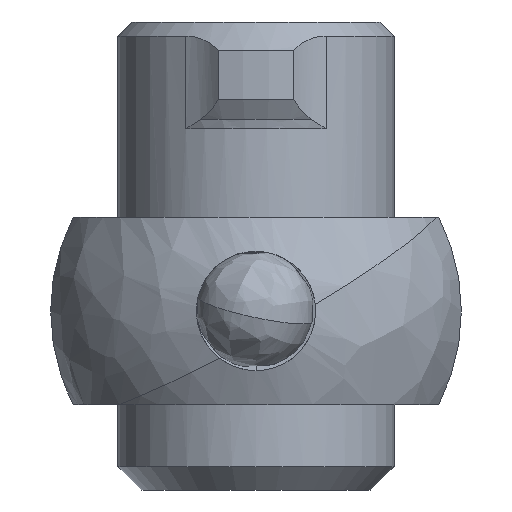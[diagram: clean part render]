
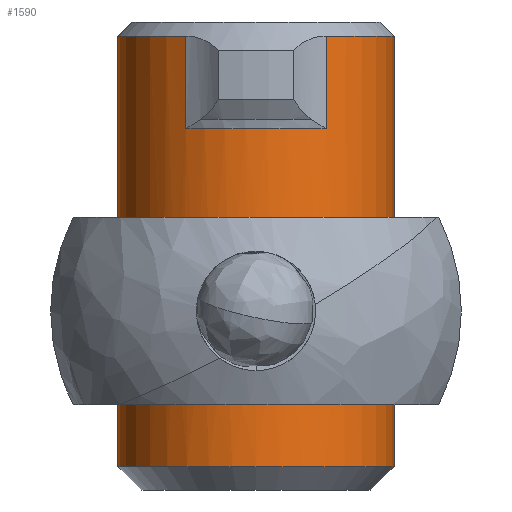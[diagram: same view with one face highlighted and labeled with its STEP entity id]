
A CAD part, left-side view. The second image highlights one B-rep face of the part: STEP entity #1590.
In plain terms, the highlighted cylindrical face has radius 5.9 mm (diameter 11.8 mm), a partial arc.
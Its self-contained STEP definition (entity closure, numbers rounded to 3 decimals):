
#647=CARTESIAN_POINT('',(15.,-5.9,-6.65));
#648=VERTEX_POINT('',#647);
#649=CARTESIAN_POINT('',(15.,5.9,-6.65));
#650=VERTEX_POINT('',#649);
#658=CARTESIAN_POINT('',(15.,5.9,11.75));
#659=VERTEX_POINT('',#658);
#660=CARTESIAN_POINT('',(15.,5.9,-6.65));
#661=DIRECTION('',(0.,0.,1.0));
#662=VECTOR('',#661,18.4);
#663=LINE('',#660,#662);
#664=EDGE_CURVE('',#650,#659,#663,.T.);
#700=CARTESIAN_POINT('',(15.,-5.9,11.75));
#701=VERTEX_POINT('',#700);
#709=CARTESIAN_POINT('',(15.,-5.9,-6.65));
#710=DIRECTION('',(0.0,0.,1.0));
#711=VECTOR('',#710,18.4);
#712=LINE('',#709,#711);
#713=EDGE_CURVE('',#648,#701,#712,.T.);
#862=CARTESIAN_POINT('',(9.1,0.,4.));
#863=VERTEX_POINT('',#862);
#870=CARTESIAN_POINT('',(9.1,0.,-4.));
#871=VERTEX_POINT('',#870);
#872=CARTESIAN_POINT('',(9.1,0.,-4.));
#873=CARTESIAN_POINT('',(9.1,0.274,-4.));
#874=CARTESIAN_POINT('',(9.119,0.543,-3.972));
#875=CARTESIAN_POINT('',(9.191,1.068,-3.864));
#876=CARTESIAN_POINT('',(9.246,1.326,-3.783));
#877=CARTESIAN_POINT('',(9.379,1.81,-3.577));
#878=CARTESIAN_POINT('',(9.458,2.038,-3.452));
#879=CARTESIAN_POINT('',(9.635,2.465,-3.161));
#880=CARTESIAN_POINT('',(9.73,2.66,-2.998));
#881=CARTESIAN_POINT('',(9.925,3.016,-2.639));
#882=CARTESIAN_POINT('',(10.027,3.179,-2.441));
#883=CARTESIAN_POINT('',(10.219,3.461,-2.021));
#884=CARTESIAN_POINT('',(10.31,3.582,-1.798));
#885=CARTESIAN_POINT('',(10.471,3.784,-1.322));
#886=CARTESIAN_POINT('',(10.541,3.864,-1.067));
#887=CARTESIAN_POINT('',(10.636,3.972,-0.544));
#888=CARTESIAN_POINT('',(10.663,4.,-0.272));
#889=CARTESIAN_POINT('',(10.663,4.,0.277));
#890=CARTESIAN_POINT('',(10.636,3.972,0.545));
#891=CARTESIAN_POINT('',(10.541,3.864,1.067));
#892=CARTESIAN_POINT('',(10.471,3.784,1.322));
#893=CARTESIAN_POINT('',(10.31,3.582,1.799));
#894=CARTESIAN_POINT('',(10.217,3.459,2.025));
#895=CARTESIAN_POINT('',(10.023,3.174,2.448));
#896=CARTESIAN_POINT('',(9.924,3.014,2.642));
#897=CARTESIAN_POINT('',(9.728,2.657,3.001));
#898=CARTESIAN_POINT('',(9.632,2.458,3.166));
#899=CARTESIAN_POINT('',(9.457,2.035,3.453));
#900=CARTESIAN_POINT('',(9.379,1.809,3.577));
#901=CARTESIAN_POINT('',(9.246,1.326,3.783));
#902=CARTESIAN_POINT('',(9.191,1.067,3.864));
#903=CARTESIAN_POINT('',(9.119,0.543,3.972));
#904=CARTESIAN_POINT('',(9.1,0.275,4.));
#905=CARTESIAN_POINT('',(9.1,0.,4.));
#906=B_SPLINE_CURVE_WITH_KNOTS('',3,(#872,#873,#874,#875,#876,#877,#878,#879,#880,#881,#882,#883,#884,#885,#886,#887,#888,#889,#890,#891,#892,#893,#894,#895,#896,#897,#898,#899,#900,#901,#902,#903,#904,#905),.UNSPECIFIED.,.F.,.U.,(4,2,2,2,2,2,2,2,2,2,2,2,2,2,2,2,4),(0.,0.001,0.002,0.002,0.003,0.004,0.005,0.006,0.006,0.007,0.008,0.009,0.01,0.011,0.011,0.012,0.013),.UNSPECIFIED.);
#907=EDGE_CURVE('',#871,#863,#906,.T.);
#1249=CARTESIAN_POINT('',(9.92,-3.,7.79));
#1250=VERTEX_POINT('',#1249);
#1260=CARTESIAN_POINT('',(9.92,-3.,11.75));
#1261=VERTEX_POINT('',#1260);
#1262=CARTESIAN_POINT('',(9.92,-3.,11.75));
#1263=DIRECTION('',(0.0,0.0,-1.0));
#1264=VECTOR('',#1263,3.96);
#1265=LINE('',#1262,#1264);
#1266=EDGE_CURVE('',#1261,#1250,#1265,.T.);
#1305=CARTESIAN_POINT('',(9.92,3.,7.79));
#1306=VERTEX_POINT('',#1305);
#1314=CARTESIAN_POINT('',(15.,0.,7.79));
#1315=DIRECTION('',(0.0,0.0,-1.0));
#1316=DIRECTION('',(0.0,-1.0,0.0));
#1317=AXIS2_PLACEMENT_3D('',#1314,#1315,#1316);
#1318=CIRCLE('',#1317,5.9);
#1319=EDGE_CURVE('',#1250,#1306,#1318,.T.);
#1331=CARTESIAN_POINT('',(9.92,3.,11.75));
#1332=VERTEX_POINT('',#1331);
#1333=CARTESIAN_POINT('',(9.92,3.,7.79));
#1334=DIRECTION('',(0.0,0.0,1.0));
#1335=VECTOR('',#1334,3.96);
#1336=LINE('',#1333,#1335);
#1337=EDGE_CURVE('',#1306,#1332,#1336,.T.);
#1480=CARTESIAN_POINT('',(15.,0.,11.75));
#1481=DIRECTION('',(0.0,0.0,-1.0));
#1482=DIRECTION('',(0.0,-1.0,0.0));
#1483=AXIS2_PLACEMENT_3D('',#1480,#1481,#1482);
#1484=CIRCLE('',#1483,5.9);
#1485=EDGE_CURVE('',#1332,#659,#1484,.T.);
#1490=CARTESIAN_POINT('',(15.,0.,11.75));
#1491=DIRECTION('',(0.0,0.0,-1.0));
#1492=DIRECTION('',(0.0,-1.0,0.0));
#1493=AXIS2_PLACEMENT_3D('',#1490,#1491,#1492);
#1494=CIRCLE('',#1493,5.9);
#1495=EDGE_CURVE('',#701,#1261,#1494,.T.);
#1508=CARTESIAN_POINT('',(15.,0.,-6.65));
#1509=DIRECTION('',(0.0,0.0,1.0));
#1510=DIRECTION('',(0.0,-1.0,0.0));
#1511=AXIS2_PLACEMENT_3D('',#1508,#1509,#1510);
#1512=CIRCLE('',#1511,5.9);
#1513=EDGE_CURVE('',#650,#648,#1512,.T.);
#1526=CARTESIAN_POINT('',(9.1,0.,4.));
#1527=CARTESIAN_POINT('',(9.1,-0.275,4.));
#1528=CARTESIAN_POINT('',(9.119,-0.543,3.972));
#1529=CARTESIAN_POINT('',(9.192,-1.069,3.864));
#1530=CARTESIAN_POINT('',(9.246,-1.329,3.782));
#1531=CARTESIAN_POINT('',(9.38,-1.812,3.576));
#1532=CARTESIAN_POINT('',(9.459,-2.041,3.45));
#1533=CARTESIAN_POINT('',(9.636,-2.469,3.158));
#1534=CARTESIAN_POINT('',(9.732,-2.664,2.995));
#1535=CARTESIAN_POINT('',(9.928,-3.02,2.635));
#1536=CARTESIAN_POINT('',(10.029,-3.183,2.436));
#1537=CARTESIAN_POINT('',(10.221,-3.465,2.015));
#1538=CARTESIAN_POINT('',(10.313,-3.586,1.792));
#1539=CARTESIAN_POINT('',(10.474,-3.787,1.314));
#1540=CARTESIAN_POINT('',(10.543,-3.867,1.058));
#1541=CARTESIAN_POINT('',(10.614,-3.947,0.665));
#1542=CARTESIAN_POINT('',(10.633,-3.967,0.532));
#1543=CARTESIAN_POINT('',(10.657,-3.994,0.261));
#1544=CARTESIAN_POINT('',(10.663,-4.,0.123));
#1545=CARTESIAN_POINT('',(10.662,-3.999,-0.288));
#1546=CARTESIAN_POINT('',(10.635,-3.97,-0.555));
#1547=CARTESIAN_POINT('',(10.539,-3.862,-1.075));
#1548=CARTESIAN_POINT('',(10.469,-3.781,-1.33));
#1549=CARTESIAN_POINT('',(10.307,-3.579,-1.806));
#1550=CARTESIAN_POINT('',(10.215,-3.455,-2.031));
#1551=CARTESIAN_POINT('',(10.021,-3.17,-2.453));
#1552=CARTESIAN_POINT('',(9.921,-3.01,-2.646));
#1553=CARTESIAN_POINT('',(9.726,-2.653,-3.004));
#1554=CARTESIAN_POINT('',(9.63,-2.454,-3.169));
#1555=CARTESIAN_POINT('',(9.456,-2.032,-3.455));
#1556=CARTESIAN_POINT('',(9.378,-1.806,-3.578));
#1557=CARTESIAN_POINT('',(9.245,-1.324,-3.784));
#1558=CARTESIAN_POINT('',(9.191,-1.065,-3.865));
#1559=CARTESIAN_POINT('',(9.119,-0.542,-3.972));
#1560=CARTESIAN_POINT('',(9.1,-0.274,-4.));
#1561=CARTESIAN_POINT('',(9.1,0.,-4.));
#1562=B_SPLINE_CURVE_WITH_KNOTS('',3,(#1526,#1527,#1528,#1529,#1530,#1531,#1532,#1533,#1534,#1535,#1536,#1537,#1538,#1539,#1540,#1541,#1542,#1543,#1544,#1545,#1546,#1547,#1548,#1549,#1550,#1551,#1552,#1553,#1554,#1555,#1556,#1557,#1558,#1559,#1560,#1561),.UNSPECIFIED.,.F.,.U.,(4,2,2,2,2,2,2,2,2,2,2,2,2,2,2,2,2,4),(0.013,0.014,0.015,0.015,0.016,0.017,0.018,0.019,0.019,0.019,0.02,0.021,0.022,0.023,0.023,0.024,0.025,0.026),.UNSPECIFIED.);
#1563=EDGE_CURVE('',#863,#871,#1562,.T.);
#1571=CARTESIAN_POINT('',(15.,0.,-7.65));
#1572=DIRECTION('',(0.0,0.0,1.0));
#1573=DIRECTION('',(0.0,-1.0,0.0));
#1574=AXIS2_PLACEMENT_3D('',#1571,#1572,#1573);
#1575=CYLINDRICAL_SURFACE('',#1574,5.9);
#1576=ORIENTED_EDGE('',*,*,#664,.F.);
#1577=ORIENTED_EDGE('',*,*,#1513,.T.);
#1578=ORIENTED_EDGE('',*,*,#713,.T.);
#1579=ORIENTED_EDGE('',*,*,#1495,.T.);
#1580=ORIENTED_EDGE('',*,*,#1266,.T.);
#1581=ORIENTED_EDGE('',*,*,#1319,.T.);
#1582=ORIENTED_EDGE('',*,*,#1337,.T.);
#1583=ORIENTED_EDGE('',*,*,#1485,.T.);
#1584=EDGE_LOOP('',(#1576,#1577,#1578,#1579,#1580,#1581,#1582,#1583));
#1585=FACE_OUTER_BOUND('',#1584,.T.);
#1586=ORIENTED_EDGE('',*,*,#907,.T.);
#1587=ORIENTED_EDGE('',*,*,#1563,.T.);
#1588=EDGE_LOOP('',(#1586,#1587));
#1589=FACE_BOUND('',#1588,.T.);
#1590=ADVANCED_FACE('',(#1585,#1589),#1575,.T.);
